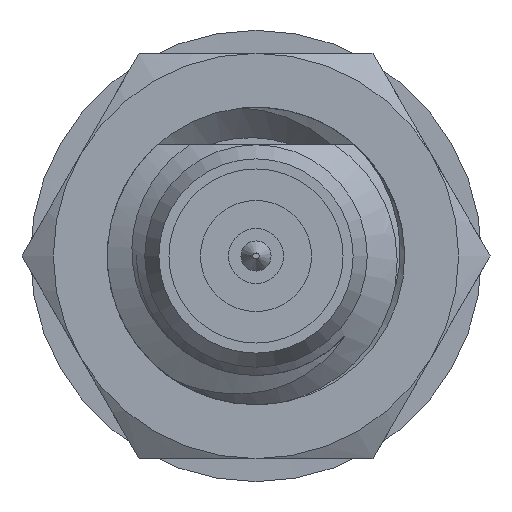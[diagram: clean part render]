
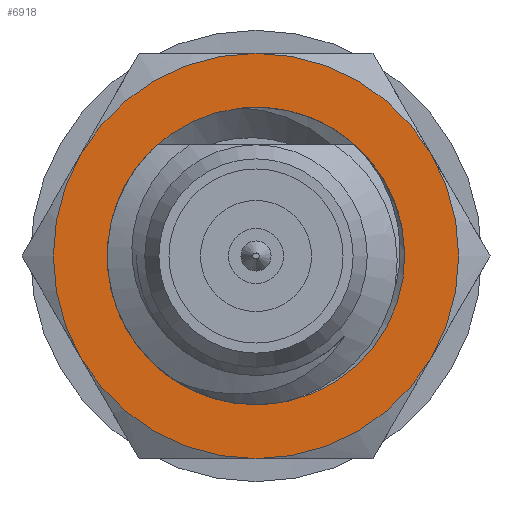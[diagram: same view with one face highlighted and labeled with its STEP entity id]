
A CAD part, left-side view. The second image highlights one B-rep face of the part: STEP entity #6918.
In plain terms, the highlighted planar face has unit normal (-1, 0, 0).
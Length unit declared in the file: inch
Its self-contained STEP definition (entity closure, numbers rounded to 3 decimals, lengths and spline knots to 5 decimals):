
#199 = ORIENTED_EDGE ( 'NONE', *, *, #952, .F. ) ;
#888 = ORIENTED_EDGE ( 'NONE', *, *, #9054, .T. ) ;
#952 = EDGE_CURVE ( 'NONE', #9072, #8819, #5460, .T. ) ;
#973 = CARTESIAN_POINT ( 'NONE',  ( 0.23788, 0., 0. ) ) ;
#1085 = DIRECTION ( 'NONE',  ( 0., -0.5, 0.866 ) ) ;
#1286 = CARTESIAN_POINT ( 'NONE',  ( 0.23788, 0., 0. ) ) ;
#1450 = CARTESIAN_POINT ( 'NONE',  ( 0.23788, 0., 0.094 ) ) ;
#1576 = DIRECTION ( 'NONE',  ( 1., 0., 0. ) ) ;
#2043 = DIRECTION ( 'NONE',  ( -1., 0., 0. ) ) ;
#2054 = AXIS2_PLACEMENT_3D ( 'NONE', #3321, #5359, #6127 ) ;
#2105 = CARTESIAN_POINT ( 'NONE',  ( 0.23788, 0.10854, 0. ) ) ;
#2169 = VERTEX_POINT ( 'NONE', #4672 ) ;
#2222 = ORIENTED_EDGE ( 'NONE', *, *, #10756, .T. ) ;
#2391 = CARTESIAN_POINT ( 'NONE',  ( 0.23788, -0.08141, -0.047 ) ) ;
#2619 = DIRECTION ( 'NONE',  ( 0., -0.5, 0.866 ) ) ;
#2885 = DIRECTION ( 'NONE',  ( -1., 0., 0. ) ) ;
#2937 = CARTESIAN_POINT ( 'NONE',  ( 0.23788, 0., 0. ) ) ;
#2995 = CIRCLE ( 'NONE', #5486, 0.094 ) ;
#3153 = CARTESIAN_POINT ( 'NONE',  ( 0.23788, 0.08141, 0.047 ) ) ;
#3321 = CARTESIAN_POINT ( 'NONE',  ( 0.23788, 0., 0. ) ) ;
#3592 = ORIENTED_EDGE ( 'NONE', *, *, #4207, .T. ) ;
#3702 = DIRECTION ( 'NONE',  ( 1., 0., 0. ) ) ;
#3776 = AXIS2_PLACEMENT_3D ( 'NONE', #6693, #2885, #6524 ) ;
#4207 = EDGE_CURVE ( 'NONE', #11576, #8819, #2995, .T. ) ;
#4231 = DIRECTION ( 'NONE',  ( 0., 1., 0. ) ) ;
#4282 = DIRECTION ( 'NONE',  ( -1., 0., 0. ) ) ;
#4616 = DIRECTION ( 'NONE',  ( 0., -0.5, 0.866 ) ) ;
#4647 = EDGE_LOOP ( 'NONE', ( #2222, #5056 ) ) ;
#4672 = CARTESIAN_POINT ( 'NONE',  ( 0.23788, -0.0439, 0.05323 ) ) ;
#4730 = CARTESIAN_POINT ( 'NONE',  ( 0.23788, 0.00694, 0.06865 ) ) ;
#4950 = AXIS2_PLACEMENT_3D ( 'NONE', #7992, #10881, #8360 ) ;
#5056 = ORIENTED_EDGE ( 'NONE', *, *, #6582, .T. ) ;
#5111 = CIRCLE ( 'NONE', #3776, 0.094 ) ;
#5359 = DIRECTION ( 'NONE',  ( -1., 0., 0. ) ) ;
#5460 = CIRCLE ( 'NONE', #7161, 0.094 ) ;
#5486 = AXIS2_PLACEMENT_3D ( 'NONE', #9755, #4282, #7036 ) ;
#5704 = ORIENTED_EDGE ( 'NONE', *, *, #6133, .T. ) ;
#5747 = DIRECTION ( 'NONE',  ( 1., 0., 0. ) ) ;
#6010 = VERTEX_POINT ( 'NONE', #1450 ) ;
#6051 = AXIS2_PLACEMENT_3D ( 'NONE', #973, #11811, #4616 ) ;
#6127 = DIRECTION ( 'NONE',  ( 0., -0.5, 0.866 ) ) ;
#6133 = EDGE_CURVE ( 'NONE', #9072, #6010, #7191, .T. ) ;
#6524 = DIRECTION ( 'NONE',  ( 0., -0.5, 0.866 ) ) ;
#6582 = EDGE_CURVE ( 'NONE', #8124, #2169, #7977, .T. ) ;
#6693 = CARTESIAN_POINT ( 'NONE',  ( 0.23788, 0., 0. ) ) ;
#6845 = EDGE_CURVE ( 'NONE', #10538, #11576, #5111, .T. ) ;
#6918 = ADVANCED_FACE ( 'NONE', ( #7548, #11215 ), #10313, .F. ) ;
#7036 = DIRECTION ( 'NONE',  ( 0., -0.5, 0.866 ) ) ;
#7067 = DIRECTION ( 'NONE',  ( 0., -0.5, 0.866 ) ) ;
#7161 = AXIS2_PLACEMENT_3D ( 'NONE', #11799, #3702, #2619 ) ;
#7191 = CIRCLE ( 'NONE', #2054, 0.094 ) ;
#7420 = ORIENTED_EDGE ( 'NONE', *, *, #6845, .T. ) ;
#7548 = FACE_BOUND ( 'NONE', #4647, .T. ) ;
#7609 = CIRCLE ( 'NONE', #8933, 0.094 ) ;
#7631 = CARTESIAN_POINT ( 'NONE',  ( 0.23788, 0.08141, -0.047 ) ) ;
#7977 = CIRCLE ( 'NONE', #6051, 0.069 ) ;
#7992 = CARTESIAN_POINT ( 'NONE',  ( 0.23788, 0., 0. ) ) ;
#8124 = VERTEX_POINT ( 'NONE', #4730 ) ;
#8253 = VERTEX_POINT ( 'NONE', #3153 ) ;
#8360 = DIRECTION ( 'NONE',  ( 0., -0.5, 0.866 ) ) ;
#8780 = AXIS2_PLACEMENT_3D ( 'NONE', #1286, #1576, #7067 ) ;
#8819 = VERTEX_POINT ( 'NONE', #2391 ) ;
#8933 = AXIS2_PLACEMENT_3D ( 'NONE', #2937, #2043, #1085 ) ;
#9054 = EDGE_CURVE ( 'NONE', #6010, #8253, #7609, .T. ) ;
#9072 = VERTEX_POINT ( 'NONE', #11870 ) ;
#9442 = EDGE_LOOP ( 'NONE', ( #5704, #888, #11102, #7420, #3592, #199 ) ) ;
#9523 = AXIS2_PLACEMENT_3D ( 'NONE', #2105, #5747, #4231 ) ;
#9755 = CARTESIAN_POINT ( 'NONE',  ( 0.23788, 0., 0. ) ) ;
#10259 = EDGE_CURVE ( 'NONE', #8253, #10538, #11652, .T. ) ;
#10313 = PLANE ( 'NONE',  #9523 ) ;
#10538 = VERTEX_POINT ( 'NONE', #7631 ) ;
#10756 = EDGE_CURVE ( 'NONE', #2169, #8124, #11661, .T. ) ;
#10881 = DIRECTION ( 'NONE',  ( -1., 0., 0. ) ) ;
#11102 = ORIENTED_EDGE ( 'NONE', *, *, #10259, .T. ) ;
#11215 = FACE_OUTER_BOUND ( 'NONE', #9442, .T. ) ;
#11291 = CARTESIAN_POINT ( 'NONE',  ( 0.23788, 0., -0.094 ) ) ;
#11576 = VERTEX_POINT ( 'NONE', #11291 ) ;
#11652 = CIRCLE ( 'NONE', #4950, 0.094 ) ;
#11661 = CIRCLE ( 'NONE', #8780, 0.069 ) ;
#11799 = CARTESIAN_POINT ( 'NONE',  ( 0.23788, 0., 0. ) ) ;
#11811 = DIRECTION ( 'NONE',  ( 1., 0., 0. ) ) ;
#11870 = CARTESIAN_POINT ( 'NONE',  ( 0.23788, -0.08141, 0.047 ) ) ;
